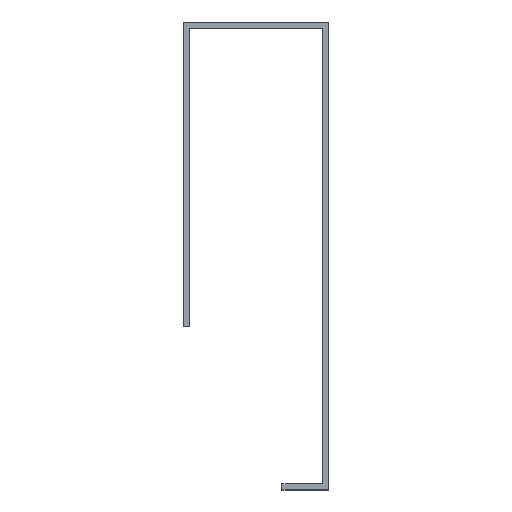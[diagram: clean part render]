
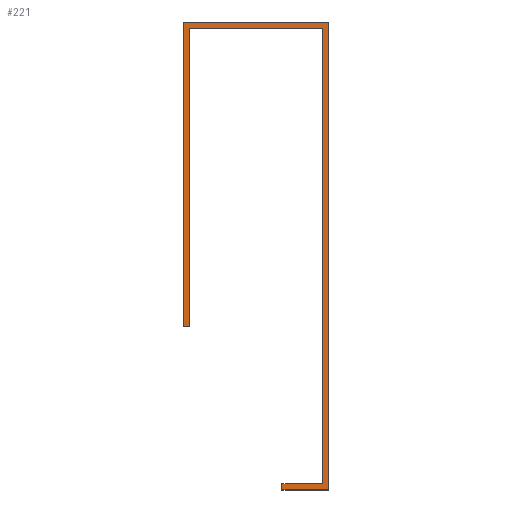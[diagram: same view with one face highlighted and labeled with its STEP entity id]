
A CAD part, top view. The second image highlights one B-rep face of the part: STEP entity #221.
In plain terms, the highlighted planar face has unit normal (0, 0, 1).
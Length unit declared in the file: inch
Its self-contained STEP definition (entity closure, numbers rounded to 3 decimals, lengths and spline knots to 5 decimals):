
#15=FACE_OUTER_BOUND('',#27,.T.);
#27=EDGE_LOOP('',(#149,#150,#151,#152,#153,#154,#155,#156,#157,#158));
#39=LINE('',#325,#69);
#40=LINE('',#327,#70);
#41=LINE('',#329,#71);
#42=LINE('',#331,#72);
#43=LINE('',#333,#73);
#44=LINE('',#335,#74);
#45=LINE('',#337,#75);
#46=LINE('',#339,#76);
#47=LINE('',#341,#77);
#48=LINE('',#342,#78);
#69=VECTOR('',#269,39.37008);
#70=VECTOR('',#270,39.37008);
#71=VECTOR('',#271,39.37008);
#72=VECTOR('',#272,39.37008);
#73=VECTOR('',#273,39.37008);
#74=VECTOR('',#274,39.37008);
#75=VECTOR('',#275,39.37008);
#76=VECTOR('',#276,39.37008);
#77=VECTOR('',#277,39.37008);
#78=VECTOR('',#278,39.37008);
#99=VERTEX_POINT('',#323);
#100=VERTEX_POINT('',#324);
#101=VERTEX_POINT('',#326);
#102=VERTEX_POINT('',#328);
#103=VERTEX_POINT('',#330);
#104=VERTEX_POINT('',#332);
#105=VERTEX_POINT('',#334);
#106=VERTEX_POINT('',#336);
#107=VERTEX_POINT('',#338);
#108=VERTEX_POINT('',#340);
#119=EDGE_CURVE('',#99,#100,#39,.T.);
#120=EDGE_CURVE('',#100,#101,#40,.T.);
#121=EDGE_CURVE('',#101,#102,#41,.T.);
#122=EDGE_CURVE('',#102,#103,#42,.T.);
#123=EDGE_CURVE('',#103,#104,#43,.T.);
#124=EDGE_CURVE('',#104,#105,#44,.T.);
#125=EDGE_CURVE('',#105,#106,#45,.T.);
#126=EDGE_CURVE('',#106,#107,#46,.T.);
#127=EDGE_CURVE('',#107,#108,#47,.T.);
#128=EDGE_CURVE('',#108,#99,#48,.T.);
#149=ORIENTED_EDGE('',*,*,#119,.T.);
#150=ORIENTED_EDGE('',*,*,#120,.T.);
#151=ORIENTED_EDGE('',*,*,#121,.T.);
#152=ORIENTED_EDGE('',*,*,#122,.T.);
#153=ORIENTED_EDGE('',*,*,#123,.T.);
#154=ORIENTED_EDGE('',*,*,#124,.T.);
#155=ORIENTED_EDGE('',*,*,#125,.T.);
#156=ORIENTED_EDGE('',*,*,#126,.T.);
#157=ORIENTED_EDGE('',*,*,#127,.T.);
#158=ORIENTED_EDGE('',*,*,#128,.T.);
#209=PLANE('',#253);
#221=ADVANCED_FACE('',(#15),#209,.T.);
#253=AXIS2_PLACEMENT_3D('',#322,#267,#268);
#267=DIRECTION('center_axis',(0.,0.,1.));
#268=DIRECTION('ref_axis',(1.,0.,0.));
#269=DIRECTION('',(0.,1.,0.));
#270=DIRECTION('',(-1.,0.,0.));
#271=DIRECTION('',(0.,-1.,0.));
#272=DIRECTION('',(1.,0.,0.));
#273=DIRECTION('',(0.,1.,0.));
#274=DIRECTION('',(1.,0.,0.));
#275=DIRECTION('',(0.,-1.,0.));
#276=DIRECTION('',(-1.,0.,0.));
#277=DIRECTION('',(0.,-1.,0.));
#278=DIRECTION('',(1.,0.,0.));
#322=CARTESIAN_POINT('Origin',(231.89319,-87.73887,0.0625));
#323=CARTESIAN_POINT('',(255.98719,-165.23887,0.0625));
#324=CARTESIAN_POINT('',(255.98719,-10.23887,0.0625));
#325=CARTESIAN_POINT('',(255.98719,-87.73887,0.0625));
#326=CARTESIAN_POINT('',(207.79919,-10.23887,0.0625));
#327=CARTESIAN_POINT('',(231.89319,-10.23887,0.0625));
#328=CARTESIAN_POINT('',(207.79919,-111.23887,0.0625));
#329=CARTESIAN_POINT('',(207.79919,-87.73887,0.0625));
#330=CARTESIAN_POINT('',(209.79919,-111.23887,0.0625));
#331=CARTESIAN_POINT('',(231.89319,-111.23887,0.0625));
#332=CARTESIAN_POINT('',(209.79919,-12.23887,0.0625));
#333=CARTESIAN_POINT('',(209.79919,-87.73887,0.0625));
#334=CARTESIAN_POINT('',(253.98719,-12.23887,0.0625));
#335=CARTESIAN_POINT('',(231.89319,-12.23887,0.0625));
#336=CARTESIAN_POINT('',(253.98719,-163.23887,0.0625));
#337=CARTESIAN_POINT('',(253.98719,-87.73887,0.0625));
#338=CARTESIAN_POINT('',(240.48719,-163.23887,0.0625));
#339=CARTESIAN_POINT('',(231.89319,-163.23887,0.0625));
#340=CARTESIAN_POINT('',(240.48719,-165.23887,0.0625));
#341=CARTESIAN_POINT('',(240.48719,-87.73887,0.0625));
#342=CARTESIAN_POINT('',(231.89319,-165.23887,0.0625));
